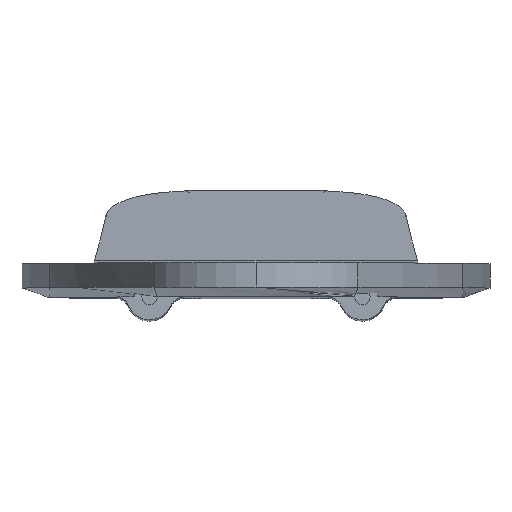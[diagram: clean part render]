
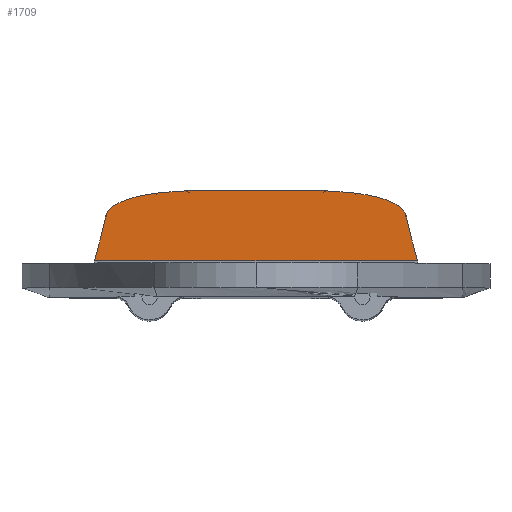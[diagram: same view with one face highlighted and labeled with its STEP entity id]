
A CAD part, top view. The second image highlights one B-rep face of the part: STEP entity #1709.
In plain terms, the highlighted planar face has unit normal (0, 0.951, 0.309).
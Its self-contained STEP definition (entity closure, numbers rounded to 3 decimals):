
#54=ELLIPSE('',#1853,3220.191,3062.584);
#55=ELLIPSE('',#1854,26.889,25.573);
#56=ELLIPSE('',#1855,121.799,115.838);
#57=ELLIPSE('',#1856,121.799,115.838);
#58=ELLIPSE('',#1857,26.889,25.573);
#59=ELLIPSE('',#1858,3220.191,3062.584);
#171=LINE('',#2762,#272);
#173=LINE('',#2779,#274);
#272=VECTOR('',#2076,10.);
#274=VECTOR('',#2086,10.);
#415=FACE_OUTER_BOUND('',#517,.T.);
#517=EDGE_LOOP('',(#1205,#1206,#1207,#1208,#1209,#1210,#1211,#1212));
#748=VERTEX_POINT('',#2754);
#749=VERTEX_POINT('',#2761);
#751=VERTEX_POINT('',#2772);
#752=VERTEX_POINT('',#2774);
#753=VERTEX_POINT('',#2776);
#754=VERTEX_POINT('',#2778);
#755=VERTEX_POINT('',#2780);
#756=VERTEX_POINT('',#2782);
#926=EDGE_CURVE('',#748,#749,#171,.T.);
#929=EDGE_CURVE('',#751,#748,#54,.T.);
#930=EDGE_CURVE('',#752,#751,#55,.T.);
#931=EDGE_CURVE('',#753,#752,#56,.T.);
#932=EDGE_CURVE('',#753,#754,#173,.T.);
#933=EDGE_CURVE('',#755,#754,#57,.T.);
#934=EDGE_CURVE('',#756,#755,#58,.T.);
#935=EDGE_CURVE('',#749,#756,#59,.T.);
#1205=ORIENTED_EDGE('',*,*,#926,.F.);
#1206=ORIENTED_EDGE('',*,*,#929,.F.);
#1207=ORIENTED_EDGE('',*,*,#930,.F.);
#1208=ORIENTED_EDGE('',*,*,#931,.F.);
#1209=ORIENTED_EDGE('',*,*,#932,.T.);
#1210=ORIENTED_EDGE('',*,*,#933,.F.);
#1211=ORIENTED_EDGE('',*,*,#934,.F.);
#1212=ORIENTED_EDGE('',*,*,#935,.F.);
#1668=PLANE('',#1852);
#1709=ADVANCED_FACE('',(#415),#1668,.F.);
#1852=AXIS2_PLACEMENT_3D('',#2771,#2078,#2079);
#1853=AXIS2_PLACEMENT_3D('',#2773,#2080,#2081);
#1854=AXIS2_PLACEMENT_3D('',#2775,#2082,#2083);
#1855=AXIS2_PLACEMENT_3D('',#2777,#2084,#2085);
#1856=AXIS2_PLACEMENT_3D('',#2781,#2087,#2088);
#1857=AXIS2_PLACEMENT_3D('',#2783,#2089,#2090);
#1858=AXIS2_PLACEMENT_3D('',#2784,#2091,#2092);
#2076=DIRECTION('',(-1.,0.,0.));
#2078=DIRECTION('center_axis',(0.,-0.951,-0.309));
#2079=DIRECTION('ref_axis',(0.,-0.309,0.951));
#2080=DIRECTION('center_axis',(0.,0.951,0.309));
#2081=DIRECTION('ref_axis',(0.,0.309,-0.951));
#2082=DIRECTION('center_axis',(0.,-0.951,-0.309));
#2083=DIRECTION('ref_axis',(0.,0.309,-0.951));
#2084=DIRECTION('center_axis',(0.,-0.951,-0.309));
#2085=DIRECTION('ref_axis',(0.,0.309,-0.951));
#2086=DIRECTION('',(-1.,0.,0.));
#2087=DIRECTION('center_axis',(0.,-0.951,-0.309));
#2088=DIRECTION('ref_axis',(0.,0.309,-0.951));
#2089=DIRECTION('center_axis',(0.,-0.951,-0.309));
#2090=DIRECTION('ref_axis',(0.,0.309,-0.951));
#2091=DIRECTION('center_axis',(0.,0.951,0.309));
#2092=DIRECTION('ref_axis',(0.,0.309,-0.951));
#2754=CARTESIAN_POINT('',(52.69,9.468,-196.836));
#2761=CARTESIAN_POINT('',(-53.473,9.468,-196.836));
#2762=CARTESIAN_POINT('',(37.304,9.468,-196.836));
#2771=CARTESIAN_POINT('Origin',(75.,32.58,-267.966));
#2772=CARTESIAN_POINT('',(48.879,24.638,-243.522));
#2773=CARTESIAN_POINT('Origin',(3103.127,98.007,-469.329));
#2774=CARTESIAN_POINT('',(32.218,31.822,-265.632));
#2775=CARTESIAN_POINT('Origin',(23.376,24.025,-241.637));
#2776=CARTESIAN_POINT('',(22.829,32.58,-267.966));
#2777=CARTESIAN_POINT('Origin',(-0.392,-4.294,-154.479));
#2778=CARTESIAN_POINT('',(-23.612,32.58,-267.966));
#2779=CARTESIAN_POINT('',(75.,32.58,-267.966));
#2780=CARTESIAN_POINT('',(-33.001,31.822,-265.632));
#2781=CARTESIAN_POINT('Origin',(-0.392,-4.294,-154.479));
#2782=CARTESIAN_POINT('',(-49.662,24.638,-243.522));
#2783=CARTESIAN_POINT('Origin',(-24.159,24.025,-241.637));
#2784=CARTESIAN_POINT('Origin',(-3103.91,98.007,-469.329));
